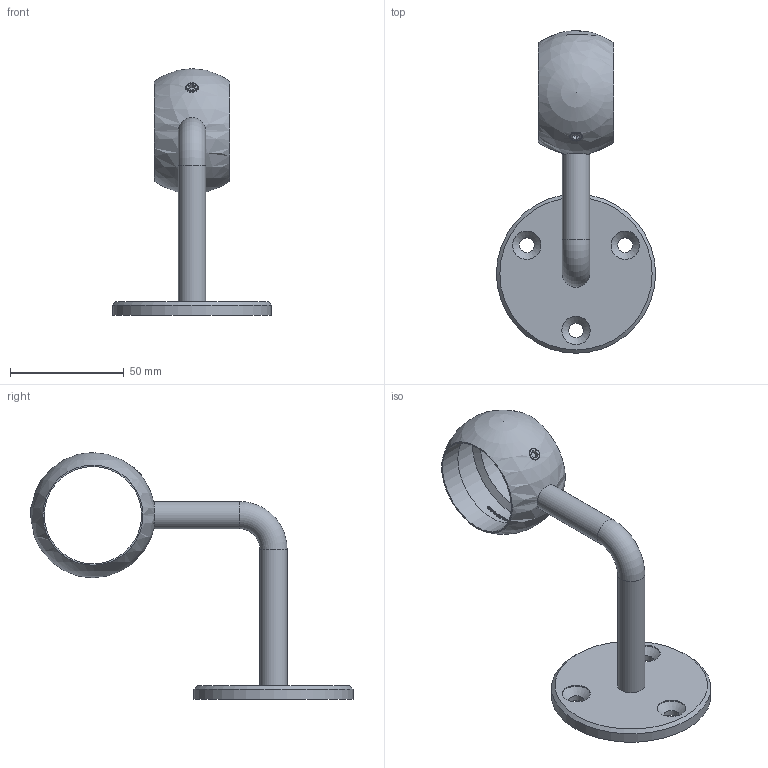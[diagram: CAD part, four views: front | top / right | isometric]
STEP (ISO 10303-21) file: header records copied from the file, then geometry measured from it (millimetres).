
FILE_DESCRIPTION (( 'STEP AP203' ), '1' );
FILE_NAME ('50240-240.step', '2021-11-25T14:56:58', ( '' ), ( '' ), 'SwSTEP 2.0', 'SolidWorks 2018', '' );
FILE_SCHEMA (( 'CONFIG_CONTROL_DESIGN' ));
Length unit declared in the file: millimetre
Products named in the file (13): 50240-240; 50241-240; 5024X-240 Teil1_50240-240 Teil1; 5024X-240 Teil1; socket countersunk head screw_din; 50241-240_50241-240; socket set screw flat point_din; socket set screw flat point_din_DIN 913 - M6 x 6-S; 5024X-240 Teil2_50240-240 Teil2; 5024X-240 Teil2; socket countersunk head screw_din_DIN 7991 - M6 x 16 --- 16S
Assembly tree (7 placements, depth 2):
  50240-240
    50241-240
  50240-240
    5024X-240 Teil1_50240-240 Teil1
    5024X-240 Teil2_50240-240 Teil2
    50241-240_50241-240
    socket set screw flat point_din_DIN 913 - M6 x 6-S
    socket countersunk head screw_din_DIN 7991 - M6 x 16 --- 16S  x2
  5024X-240 Teil1
  socket countersunk head screw_din
  socket set screw flat point_din
Bounding box: 70 x 141.72 x 108.5 mm (x, y, z)
Volume: 50990.7 mm3; surface area: 26967.3 mm2
Topology: 6 solids, 6 shells, 397 faces, 962 edges, 604 vertices
Faces by surface type: plane 145, bspline 95, cone 79, cylinder 74, torus 3, sphere 1
Full cylindrical faces by diameter (mm): 5 x3, 6 x29, 6.5 x4, 8 x1, 11.57 x2, 12 x2, 12.5 x4, 42.8 x2, 49 x1, 70 x1
Entity records: 15195 total; most frequent: CARTESIAN_POINT 6859, ORIENTED_EDGE 1482, DIRECTION 1245, EDGE_CURVE 741, VERTEX_POINT 526, EDGE_LOOP 473, AXIS2_PLACEMENT_3D 458, FACE_OUTER_BOUND 381
